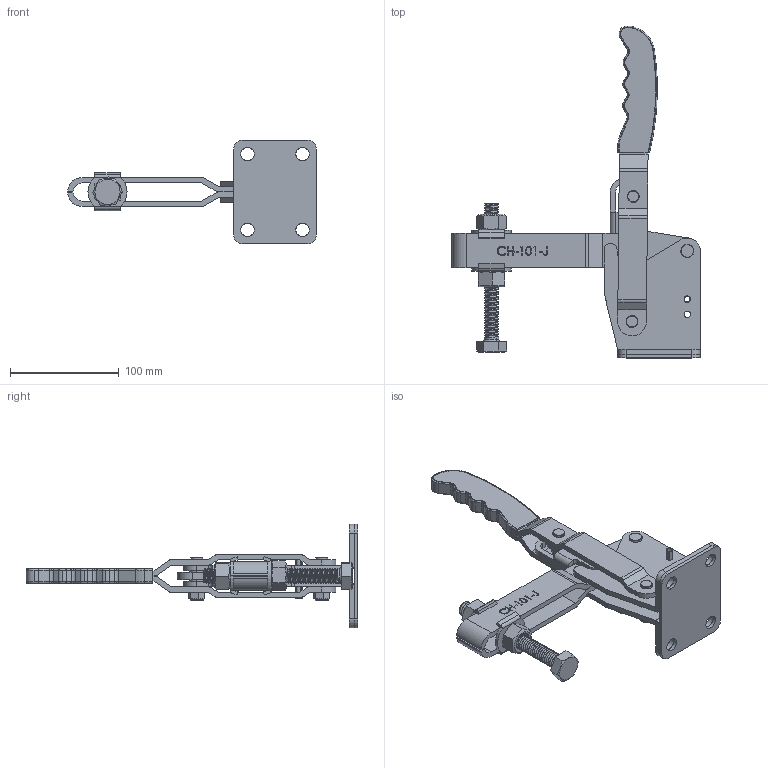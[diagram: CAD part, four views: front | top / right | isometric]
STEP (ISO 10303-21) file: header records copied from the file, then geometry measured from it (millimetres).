
FILE_DESCRIPTION (( 'STEP AP203' ), '1' );
FILE_NAME ('CH-101-J.STEP', '2017-11-05T07:27:21', ( 'Windows' ), ( 'Microsoft' ), 'SwSTEP 2.0', 'SolidWorks 2015', '' );
FILE_SCHEMA (( 'CONFIG_CONTROL_DESIGN' ));
Length unit declared in the file: millimetre
Products named in the file (16): CH-FW-580; CH-101-J-04 CONNECTING-PLATE; CH-SA-58500 NUT; CH-101-J-05; CH-SA-58500 SPINDLE SUPPLIED; CH-101-J-07; CH-101-J-11; CH-10247-05; CH-101-J; CH-101-J-03 HANDLE; CH-10247-08; CH-101-J-01 FLANGED BASE; 3-8-16 LOCK NUT; CH-101-J-02 U-BAR; CH-10247-09; CH-101-J-06
Assembly tree (21 placements, depth 2):
  CH-101-J
    CH-101-J-01 FLANGED BASE
    CH-101-J-02 U-BAR
    CH-101-J-06  x2
    CH-101-J-04 CONNECTING-PLATE
    CH-101-J-05
    CH-101-J-07
    CH-10247-05
    CH-101-J-03 HANDLE
    CH-10247-08  x2
    3-8-16 LOCK NUT  x2
    CH-10247-09
    CH-FW-580  x2
    CH-SA-58500 NUT  x2
    CH-SA-58500 SPINDLE SUPPLIED
    CH-101-J-11  x2
Bounding box: 229.21 x 305.86 x 95.2 mm (x, y, z)
Volume: 348322 mm3; surface area: 174670.4 mm2
Topology: 23 solids, 23 shells, 1065 faces, 2861 edges, 1872 vertices
Faces by surface type: cylinder 416, plane 360, bspline 169, cone 78, torus 40, sphere 2
Entity records: 43421 total; most frequent: CARTESIAN_POINT 19552, ORIENTED_EDGE 5038, DIRECTION 3995, EDGE_CURVE 2519, VERTEX_POINT 1651, AXIS2_PLACEMENT_3D 1356, VECTOR 1283, LINE 1283
